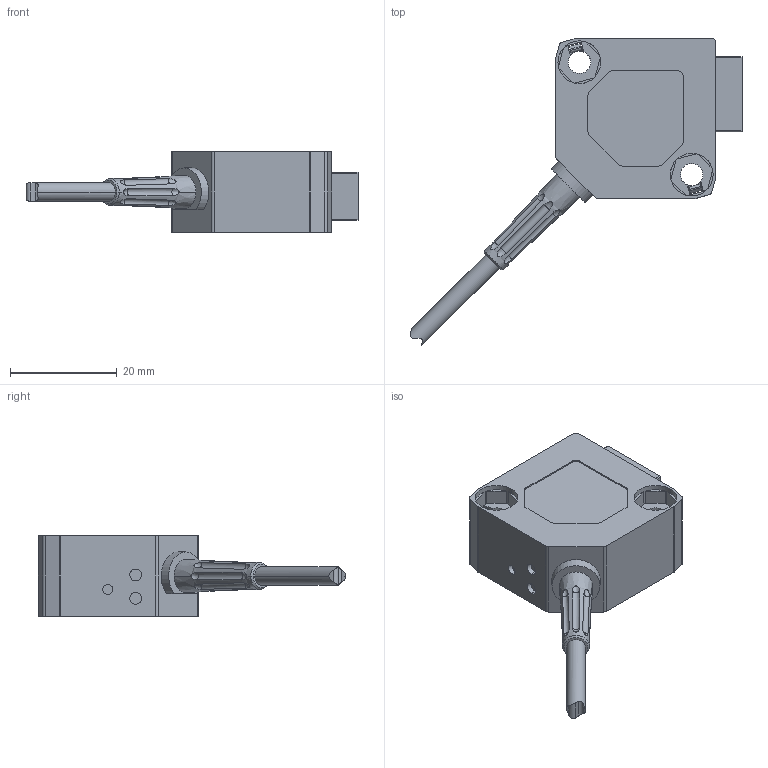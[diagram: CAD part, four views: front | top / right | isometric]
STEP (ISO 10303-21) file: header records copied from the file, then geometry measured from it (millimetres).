
FILE_DESCRIPTION (( 'STEP AP214' ), '1' );
FILE_NAME ('LRK_3031_302.STEP', '2021-04-07T14:28:49', ( '' ), ( '' ), 'SwSTEP 2.0', 'SolidWorks 2021', '' );
FILE_SCHEMA (( 'AUTOMOTIVE_DESIGN' ));
Length unit declared in the file: millimetre
Products named in the file (1): LRK_3031_302
Bounding box: 62.07 x 57.5 x 15 mm (x, y, z)
Volume: 13281.5 mm3; surface area: 4979.2 mm2
Topology: 1 solids, 1 shells, 196 faces, 541 edges, 358 vertices
Faces by surface type: plane 116, cylinder 60, torus 16, cone 4
Entity records: 6670 total; most frequent: CARTESIAN_POINT 1545, ORIENTED_EDGE 1082, DIRECTION 1054, EDGE_CURVE 541, AXIS2_PLACEMENT_3D 369, VERTEX_POINT 358, LINE 316, VECTOR 316
